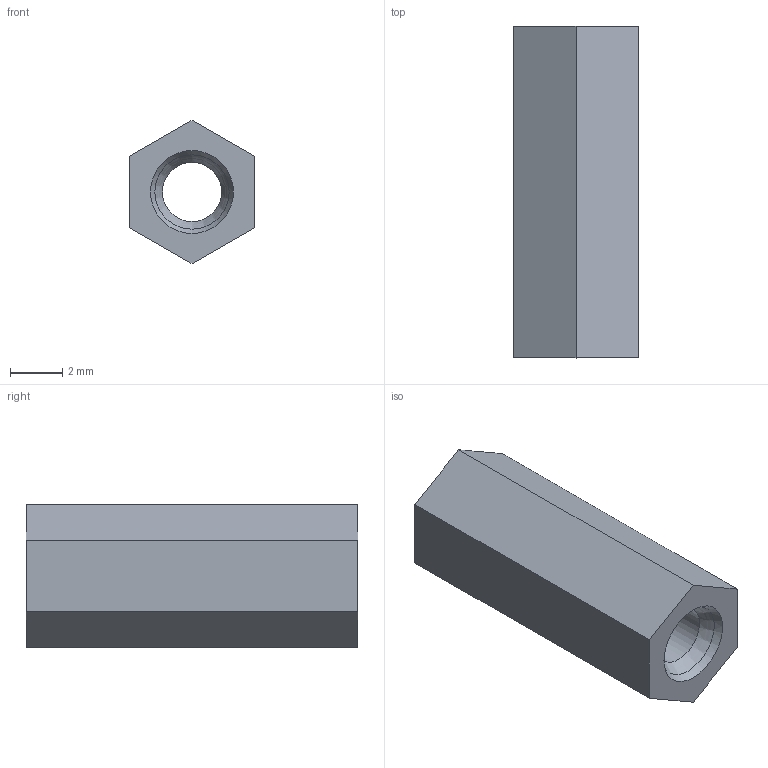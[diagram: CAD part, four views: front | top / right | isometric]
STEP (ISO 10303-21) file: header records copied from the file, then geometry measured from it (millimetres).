
FILE_DESCRIPTION(/* description */ (''),/* implementation_level */ '2;1');
FILE_NAME(/* name */ '540-9041-003',/* time_stamp */ '2000-02-03T11:23:20-06:00',/* author */ (''),/* organization */ (''),/* preprocessor_version */ 'ST-DEVELOPER 1.6',/* originating_system */ 'UNIGRAPHICS SOLUTIONS - UNIGRAPHICS 15.0',/* authorisation */ '');
FILE_SCHEMA (('CONFIG_CONTROL_DESIGN'));
Length unit declared in the file: inch
Products named in the file (1): 540-9041-003
Bounding box: 4.75 x 12.7 x 5.48 mm (x, y, z)
Volume: 221.5 mm3; surface area: 523.5 mm2
Topology: 2 solids, 2 shells, 15 faces, 36 edges, 23 vertices
Faces by surface type: plane 8, cone 4, cylinder 3
Full cylindrical faces by diameter (mm): 2.261 x2, 2.845 x1
Entity records: 466 total; most frequent: DIRECTION 66, CARTESIAN_POINT 62, ORIENTED_EDGE 52, EDGE_CURVE 26, AXIS2_PLACEMENT_3D 24, EDGE_LOOP 24, FACE_BOUND 24, VERTEX_POINT 20
